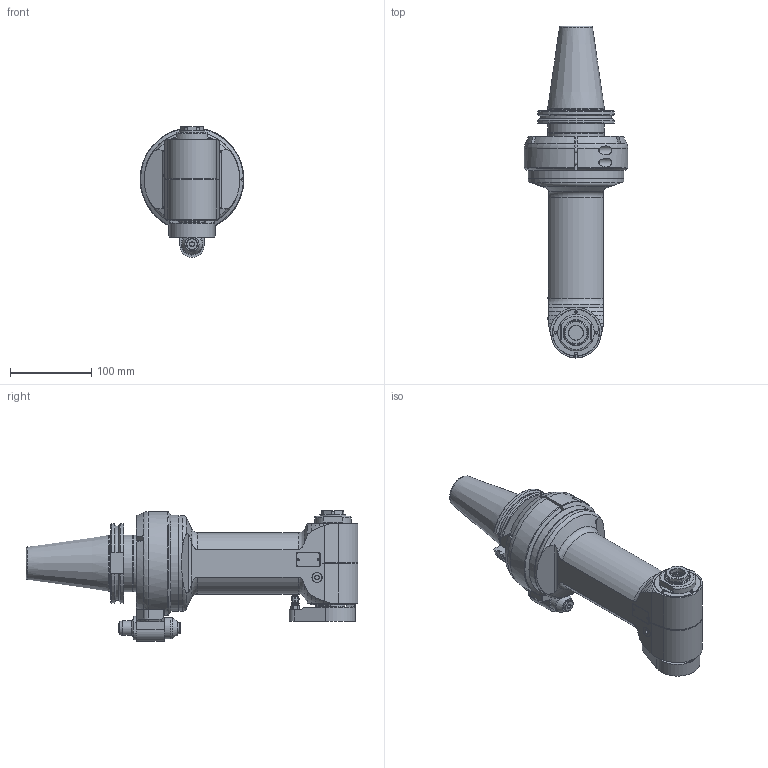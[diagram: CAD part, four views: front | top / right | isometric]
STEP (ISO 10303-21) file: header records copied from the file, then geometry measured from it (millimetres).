
FILE_DESCRIPTION(/* description */ (''),/* implementation_level */ '2;1');
FILE_NAME(/* name */ '9.F90.16LC0-2C50.stp',/* time_stamp */ '2025-05-28T09:56:51-04:00',/* author */ ('jkrenzer'),/* organization */ (''),/* preprocessor_version */ 'ST-DEVELOPER v18.1',/* originating_system */ 'Autodesk Inventor 2022',/* authorisation */ '');
FILE_SCHEMA (('AUTOMOTIVE_DESIGN { 1 0 10303 214 3 1 1 }'));
Length unit declared in the file: millimetre
Products named in the file (3): 9.F90.16LC0-2C50; 9_GA2_458_2  (EVO, Type 2, Cat50, 80mm); 9_F90_16LB0
Assembly tree (2 placements, depth 2):
  9.F90.16LC0-2C50
    9_GA2_458_2  (EVO, Type 2, Cat50, 80mm)
    9_F90_16LB0
Bounding box: 128 x 409.6 x 161.25 mm (x, y, z)
Volume: 2220927.1 mm3; surface area: 252840 mm2
Topology: 8 solids, 8 shells, 787 faces, 2005 edges, 1290 vertices
Faces by surface type: plane 326, cylinder 201, cone 194, torus 55, bspline 6, sphere 5
Full cylindrical faces by diameter (mm): 2.5 x3, 2.6 x2, 3 x1, 3.2 x4, 3.3 x1, 3.5 x2, 4 x1, 4.2 x2, 5 x4, 5.3 x2, 6 x4, 6.5 x1, 6.9 x1, 7 x1, 8 x3, 8.06 x1, 8.07 x1, 8.5 x3, 8.821 x1, 8.95 x1, 9 x3, 9.525 x1, 9.87 x1, 10 x5, 10.4 x2, 10.5 x20, 11 x2, 12 x3, 12.5 x2, 14 x1
Entity records: 38437 total; most frequent: CARTESIAN_POINT 19842, ORIENTED_EDGE 3924, DIRECTION 3850, EDGE_CURVE 1962, AXIS2_PLACEMENT_3D 1509, VERTEX_POINT 1290, EDGE_LOOP 902, LINE 832
